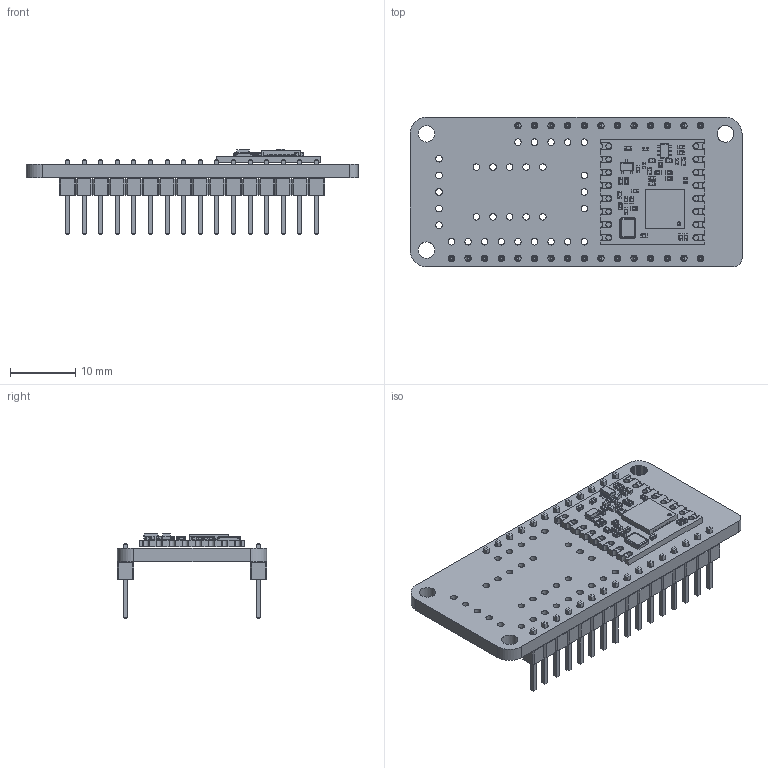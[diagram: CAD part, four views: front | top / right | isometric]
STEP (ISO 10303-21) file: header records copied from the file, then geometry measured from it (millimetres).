
FILE_DESCRIPTION(('Open CASCADE Model'),'2;1');
FILE_NAME('Open CASCADE Shape Model','2022-06-23T22:26:40',('Author'),( 'Open CASCADE'),'Open CASCADE STEP processor 6.8','Open CASCADE 6.8' ,'Unknown');
FILE_SCHEMA(('AUTOMOTIVE_DESIGN { 1 0 10303 214 1 1 1 1 }'));
Length unit declared in the file: millimetre
Products named in the file (17): PCB; Board; Open CASCADE STEP translator 6.8 8.1.1; Free-Models; PinHeader_1x12_P2.54mm_Vertical; PinHeader_1x16_P2.54mm_Vertical; RFM95_LoRa_v15; QFN_28_v2; SMD_Crystal_v1; CAP_0403_v1; CAP_Ceramic_0403_v1; Res_0403_v1; CAP_ML_0403_v1; SOT-323_v1; Inductor_SMD_0403_v1; SOT-363_v1; Open CASCADE STEP translator 6.8 8.2.3.35
Assembly tree (41 placements, depth 4):
  PCB
    Board
      Open CASCADE STEP translator 6.8 8.1.1
    Free-Models
      PinHeader_1x12_P2.54mm_Vertical
      PinHeader_1x16_P2.54mm_Vertical
      RFM95_LoRa_v15
        QFN_28_v2
        SMD_Crystal_v1
        CAP_0403_v1  x8
        CAP_Ceramic_0403_v1  x8
        Res_0403_v1  x4
        CAP_ML_0403_v1  x5
        SOT-323_v1
        Inductor_SMD_0403_v1  x5
        SOT-363_v1
        Open CASCADE STEP translator 6.8 8.2.3.35
Bounding box: 50.8 x 22.86 x 13.05 mm (x, y, z)
Volume: 3132 mm3; surface area: 5240.1 mm2
Topology: 95 solids, 95 shells, 2891 faces, 7120 edges, 4304 vertices
Faces by surface type: plane 1923, cylinder 742, sphere 216, bspline 6, torus 4
Full cylindrical faces by diameter (mm): 0.8 x16, 1 x60, 2.5 x2
Entity records: 64055 total; most frequent: CARTESIAN_POINT 10007, ORIENTED_EDGE 9392, DIRECTION 9312, EDGE_CURVE 4696, LINE 3978, VECTOR 3978, VERTEX_POINT 3000, AXIS2_PLACEMENT_3D 2667
